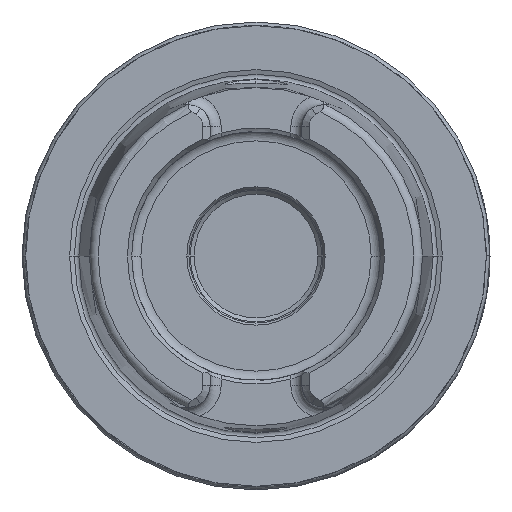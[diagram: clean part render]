
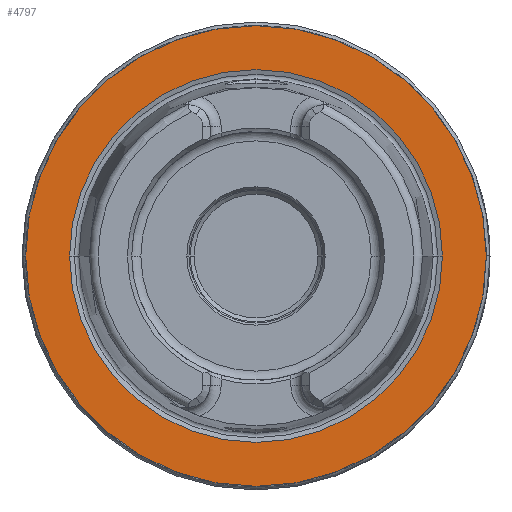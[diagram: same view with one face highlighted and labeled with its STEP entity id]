
A CAD part, left-side view. The second image highlights one B-rep face of the part: STEP entity #4797.
In plain terms, the highlighted planar face has unit normal (-1, 0, 0).
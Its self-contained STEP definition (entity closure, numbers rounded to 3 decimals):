
#1068=CARTESIAN_POINT('',(0.,0.,0.));
#1069=DIRECTION('',(1.,0.,0.));
#1070=DIRECTION('',(0.,1.,0.));
#1071=AXIS2_PLACEMENT_3D('',#1068,#1069,#1070);
#1073=CARTESIAN_POINT('',(0.,0.,0.));
#1074=DIRECTION('',(-1.,0.,0.));
#1075=DIRECTION('',(0.,1.,0.));
#1076=AXIS2_PLACEMENT_3D('',#1073,#1074,#1075);
#1078=CARTESIAN_POINT('',(0.,0.,0.));
#1079=DIRECTION('',(-1.,0.,0.));
#1080=DIRECTION('',(0.,-1.,0.));
#1081=AXIS2_PLACEMENT_3D('',#1078,#1079,#1080);
#1083=CARTESIAN_POINT('',(0.,0.,0.));
#1084=DIRECTION('',(-1.,0.,0.));
#1085=DIRECTION('',(0.,1.,0.));
#1086=AXIS2_PLACEMENT_3D('',#1083,#1084,#1085);
#3031=CARTESIAN_POINT('',(0.,31.5,0.));
#3032=CARTESIAN_POINT('',(0.,-31.5,0.));
#3033=VERTEX_POINT('',#3031);
#3034=VERTEX_POINT('',#3032);
#3059=CARTESIAN_POINT('',(0.,-25.49,0.));
#3060=VERTEX_POINT('',#3059);
#3061=CARTESIAN_POINT('',(0.,25.49,0.));
#3062=VERTEX_POINT('',#3061);
#4782=CARTESIAN_POINT('',(0.,0.,0.));
#4783=DIRECTION('',(1.,0.,0.));
#4784=DIRECTION('',(0.,-1.,0.));
#4785=AXIS2_PLACEMENT_3D('',#4782,#4783,#4784);
#4786=PLANE('',#4785);
#4788=ORIENTED_EDGE('',*,*,#4787,.T.);
#4790=ORIENTED_EDGE('',*,*,#4789,.F.);
#4791=EDGE_LOOP('',(#4788,#4790));
#4792=FACE_OUTER_BOUND('',#4791,.F.);
#4793=ORIENTED_EDGE('',*,*,#4777,.T.);
#4794=ORIENTED_EDGE('',*,*,#4761,.T.);
#4795=EDGE_LOOP('',(#4793,#4794));
#4796=FACE_BOUND('',#4795,.F.);
#4797=ADVANCED_FACE('',(#4792,#4796),#4786,.F.);
#1072=CIRCLE('',#1071,31.5);
#1077=CIRCLE('',#1076,31.5);
#1082=CIRCLE('',#1081,25.49);
#1087=CIRCLE('',#1086,25.49);
#4761=EDGE_CURVE('',#3062,#3060,#1087,.T.);
#4777=EDGE_CURVE('',#3060,#3062,#1082,.T.);
#4787=EDGE_CURVE('',#3033,#3034,#1072,.T.);
#4789=EDGE_CURVE('',#3033,#3034,#1077,.T.);
